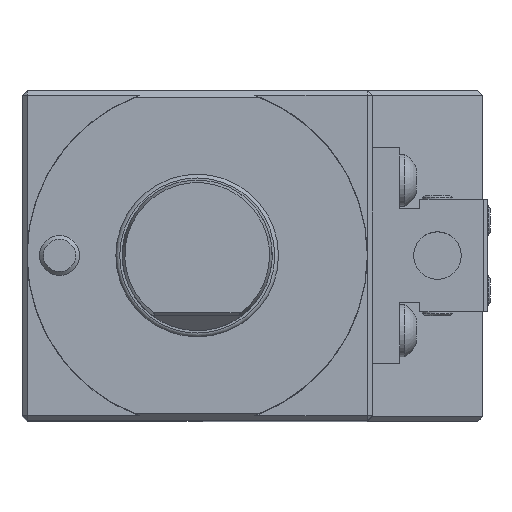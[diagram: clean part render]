
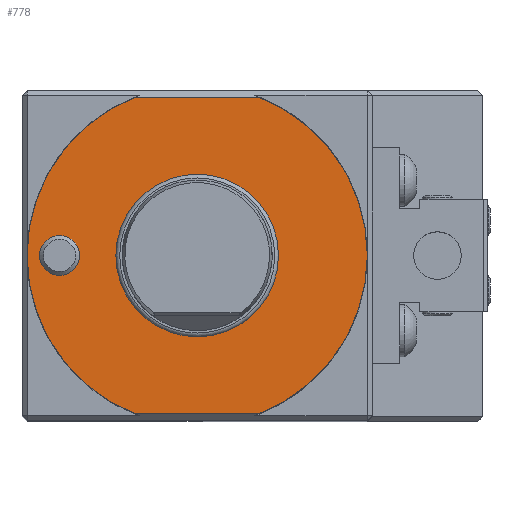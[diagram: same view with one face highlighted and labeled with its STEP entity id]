
A CAD part, top view. The second image highlights one B-rep face of the part: STEP entity #778.
In plain terms, the highlighted planar face has unit normal (0, 0, 1).
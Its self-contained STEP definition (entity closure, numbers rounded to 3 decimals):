
#306=LINE('',#4415,#527);
#307=LINE('',#4423,#528);
#527=VECTOR('',#3437,1.);
#528=VECTOR('',#3448,1.);
#606=FACE_BOUND('',#1195,.T.);
#607=FACE_BOUND('',#1196,.T.);
#608=FACE_BOUND('',#1197,.T.);
#778=ADVANCED_FACE('',(#606,#607,#608),#911,.F.);
#911=PLANE('',#2777);
#1195=EDGE_LOOP('',(#1833,#1834,#1835,#1836));
#1196=EDGE_LOOP('',(#1837));
#1197=EDGE_LOOP('',(#1838));
#1833=ORIENTED_EDGE('',*,*,#2449,.F.);
#1834=ORIENTED_EDGE('',*,*,#2447,.T.);
#1835=ORIENTED_EDGE('',*,*,#2445,.F.);
#1836=ORIENTED_EDGE('',*,*,#2443,.T.);
#1837=ORIENTED_EDGE('',*,*,#2260,.F.);
#1838=ORIENTED_EDGE('',*,*,#2450,.T.);
#1998=VERTEX_POINT('',#4031);
#2116=VERTEX_POINT('',#4414);
#2117=VERTEX_POINT('',#4416);
#2118=VERTEX_POINT('',#4420);
#2119=VERTEX_POINT('',#4424);
#2120=VERTEX_POINT('',#4430);
#2260=EDGE_CURVE('',#1998,#1998,#2487,.T.);
#2443=EDGE_CURVE('',#2117,#2116,#306,.T.);
#2445=EDGE_CURVE('',#2117,#2118,#2514,.T.);
#2447=EDGE_CURVE('',#2119,#2118,#307,.T.);
#2449=EDGE_CURVE('',#2119,#2116,#2515,.T.);
#2450=EDGE_CURVE('',#2120,#2120,#2516,.T.);
#2487=CIRCLE('',#2656,16.109);
#2514=CIRCLE('',#2769,34.);
#2515=CIRCLE('',#2774,34.);
#2516=CIRCLE('',#2776,4.);
#2656=AXIS2_PLACEMENT_3D('',#4030,#3060,#3061);
#2769=AXIS2_PLACEMENT_3D('',#4419,#3442,#3443);
#2774=AXIS2_PLACEMENT_3D('',#4427,#3453,#3454);
#2776=AXIS2_PLACEMENT_3D('',#4429,#3457,#3458);
#2777=AXIS2_PLACEMENT_3D('',#4431,#3459,#3460);
#3060=DIRECTION('',(0.,0.,1.));
#3061=DIRECTION('',(0.,1.,0.));
#3437=DIRECTION('',(1.,0.,0.));
#3442=DIRECTION('',(0.,0.,-1.));
#3443=DIRECTION('',(0.,1.,0.));
#3448=DIRECTION('',(-1.,0.,0.));
#3453=DIRECTION('',(0.,0.,-1.));
#3454=DIRECTION('',(0.,1.,0.));
#3457=DIRECTION('',(0.,0.,-1.));
#3458=DIRECTION('',(0.,1.,0.));
#3459=DIRECTION('',(0.,0.,-1.));
#3460=DIRECTION('',(-1.,0.,0.));
#4030=CARTESIAN_POINT('',(0.,0.,0.));
#4031=CARTESIAN_POINT('',(0.,16.109,0.));
#4414=CARTESIAN_POINT('',(12.796,-31.5,0.));
#4415=CARTESIAN_POINT('',(57.,-31.5,0.));
#4416=CARTESIAN_POINT('',(-12.796,-31.5,0.));
#4419=CARTESIAN_POINT('',(0.,0.,0.));
#4420=CARTESIAN_POINT('',(-12.796,31.5,0.));
#4423=CARTESIAN_POINT('',(57.,31.5,0.));
#4424=CARTESIAN_POINT('',(12.796,31.5,0.));
#4427=CARTESIAN_POINT('',(0.,0.,0.));
#4429=CARTESIAN_POINT('',(-27.5,0.,0.));
#4430=CARTESIAN_POINT('',(-27.5,4.,0.));
#4431=CARTESIAN_POINT('',(57.,-33.,0.));
